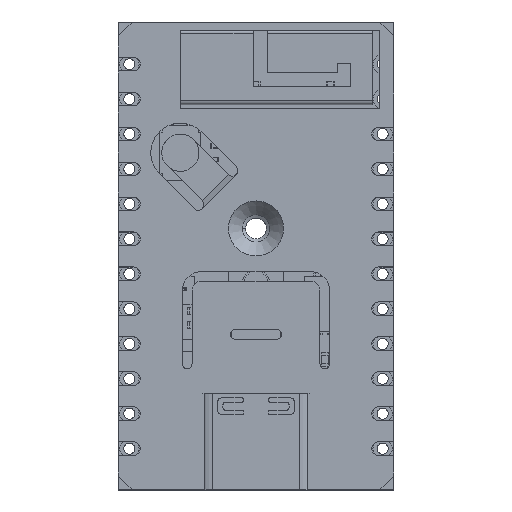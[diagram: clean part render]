
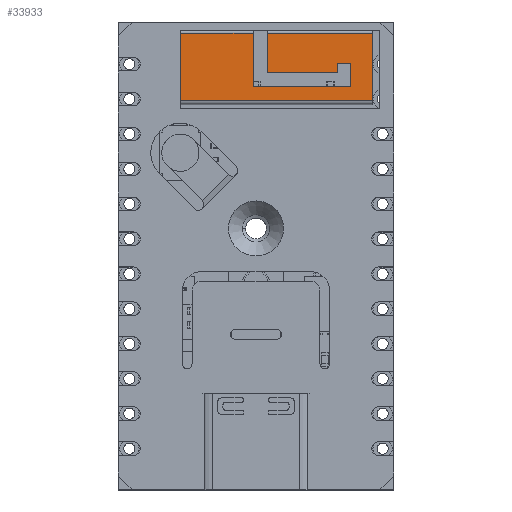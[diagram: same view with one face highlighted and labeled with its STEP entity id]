
A CAD part, top view. The second image highlights one B-rep face of the part: STEP entity #33933.
In plain terms, the highlighted face is planar.
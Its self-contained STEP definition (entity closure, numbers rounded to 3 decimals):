
#1504=PLANE('',#36980);
#3202=FACE_OUTER_BOUND('',#5293,.T.);
#5293=EDGE_LOOP('',(#25466,#25467,#25468,#25469,#25470,#25471,#25472,#25473,
#25474,#25475,#25476,#25477));
#7627=LINE('',#50134,#11363);
#7635=LINE('',#50152,#11371);
#7650=LINE('',#50190,#11386);
#7696=LINE('',#50282,#11432);
#7697=LINE('',#50283,#11433);
#7698=LINE('',#50285,#11434);
#7699=LINE('',#50287,#11435);
#7700=LINE('',#50289,#11436);
#7701=LINE('',#50291,#11437);
#7702=LINE('',#50293,#11438);
#7703=LINE('',#50295,#11439);
#7704=LINE('',#50296,#11440);
#11363=VECTOR('',#41398,1000.);
#11371=VECTOR('',#41412,1000.);
#11386=VECTOR('',#41447,1000.);
#11432=VECTOR('',#41525,1000.);
#11433=VECTOR('',#41526,1000.);
#11434=VECTOR('',#41527,1000.);
#11435=VECTOR('',#41528,1000.);
#11436=VECTOR('',#41529,1000.);
#11437=VECTOR('',#41530,1000.);
#11438=VECTOR('',#41531,1000.);
#11439=VECTOR('',#41532,1000.);
#11440=VECTOR('',#41533,1000.);
#15692=VERTEX_POINT('',#50130);
#15693=VERTEX_POINT('',#50132);
#15698=VERTEX_POINT('',#50148);
#15700=VERTEX_POINT('',#50151);
#15712=VERTEX_POINT('',#50184);
#15743=VERTEX_POINT('',#50281);
#15744=VERTEX_POINT('',#50284);
#15745=VERTEX_POINT('',#50286);
#15746=VERTEX_POINT('',#50288);
#15747=VERTEX_POINT('',#50290);
#15748=VERTEX_POINT('',#50292);
#15749=VERTEX_POINT('',#50294);
#19275=EDGE_CURVE('',#15693,#15692,#7627,.T.);
#19283=EDGE_CURVE('',#15700,#15698,#7635,.T.);
#19302=EDGE_CURVE('',#15693,#15712,#7650,.T.);
#19351=EDGE_CURVE('',#15692,#15743,#7696,.T.);
#19352=EDGE_CURVE('',#15700,#15712,#7697,.T.);
#19353=EDGE_CURVE('',#15744,#15698,#7698,.T.);
#19354=EDGE_CURVE('',#15745,#15744,#7699,.T.);
#19355=EDGE_CURVE('',#15746,#15745,#7700,.T.);
#19356=EDGE_CURVE('',#15747,#15746,#7701,.T.);
#19357=EDGE_CURVE('',#15748,#15747,#7702,.T.);
#19358=EDGE_CURVE('',#15749,#15748,#7703,.T.);
#19359=EDGE_CURVE('',#15743,#15749,#7704,.T.);
#25466=ORIENTED_EDGE('',*,*,#19351,.F.);
#25467=ORIENTED_EDGE('',*,*,#19275,.F.);
#25468=ORIENTED_EDGE('',*,*,#19302,.T.);
#25469=ORIENTED_EDGE('',*,*,#19352,.F.);
#25470=ORIENTED_EDGE('',*,*,#19283,.T.);
#25471=ORIENTED_EDGE('',*,*,#19353,.F.);
#25472=ORIENTED_EDGE('',*,*,#19354,.F.);
#25473=ORIENTED_EDGE('',*,*,#19355,.F.);
#25474=ORIENTED_EDGE('',*,*,#19356,.F.);
#25475=ORIENTED_EDGE('',*,*,#19357,.F.);
#25476=ORIENTED_EDGE('',*,*,#19358,.F.);
#25477=ORIENTED_EDGE('',*,*,#19359,.F.);
#33933=ADVANCED_FACE('',(#3202),#1504,.T.);
#36980=AXIS2_PLACEMENT_3D('',#50280,#41523,#41524);
#41398=DIRECTION('',(1.,0.,0.));
#41412=DIRECTION('',(0.,0.,-1.));
#41447=DIRECTION('',(0.,0.,1.));
#41523=DIRECTION('center_axis',(0.,1.,0.));
#41524=DIRECTION('ref_axis',(0.,0.,1.));
#41525=DIRECTION('',(0.,0.,1.));
#41526=DIRECTION('',(-1.,0.,0.));
#41527=DIRECTION('',(1.,0.,0.));
#41528=DIRECTION('',(0.,0.,-1.));
#41529=DIRECTION('',(-1.,0.,0.));
#41530=DIRECTION('',(0.,0.,1.));
#41531=DIRECTION('',(-1.,0.,0.));
#41532=DIRECTION('',(0.,0.,-1.));
#41533=DIRECTION('',(1.,0.,0.));
#50130=CARTESIAN_POINT('',(-1.7,0.1,-2.45));
#50132=CARTESIAN_POINT('',(-7.,0.1,-2.45));
#50134=CARTESIAN_POINT('',(0.,0.1,-2.45));
#50148=CARTESIAN_POINT('',(7.,0.1,-2.45));
#50151=CARTESIAN_POINT('',(7.,0.1,2.45));
#50152=CARTESIAN_POINT('',(7.,0.1,0.));
#50184=CARTESIAN_POINT('',(-7.,0.1,2.45));
#50190=CARTESIAN_POINT('',(-7.,0.1,0.));
#50280=CARTESIAN_POINT('Origin',(0.,0.1,0.));
#50281=CARTESIAN_POINT('',(-1.7,0.1,1.45));
#50282=CARTESIAN_POINT('',(-1.7,0.1,-2.75));
#50283=CARTESIAN_POINT('',(0.,0.1,2.45));
#50284=CARTESIAN_POINT('',(-0.7,0.1,-2.45));
#50285=CARTESIAN_POINT('',(0.,0.1,-2.45));
#50286=CARTESIAN_POINT('',(-0.7,0.1,0.45));
#50287=CARTESIAN_POINT('',(-0.7,0.1,-2.75));
#50288=CARTESIAN_POINT('',(4.4,0.1,0.45));
#50289=CARTESIAN_POINT('',(4.4,0.1,0.45));
#50290=CARTESIAN_POINT('',(4.4,0.1,-0.25));
#50291=CARTESIAN_POINT('',(4.4,0.1,-0.25));
#50292=CARTESIAN_POINT('',(5.4,0.1,-0.25));
#50293=CARTESIAN_POINT('',(5.4,0.1,-0.25));
#50294=CARTESIAN_POINT('',(5.4,0.1,1.45));
#50295=CARTESIAN_POINT('',(5.4,0.1,1.45));
#50296=CARTESIAN_POINT('',(-1.7,0.1,1.45));
